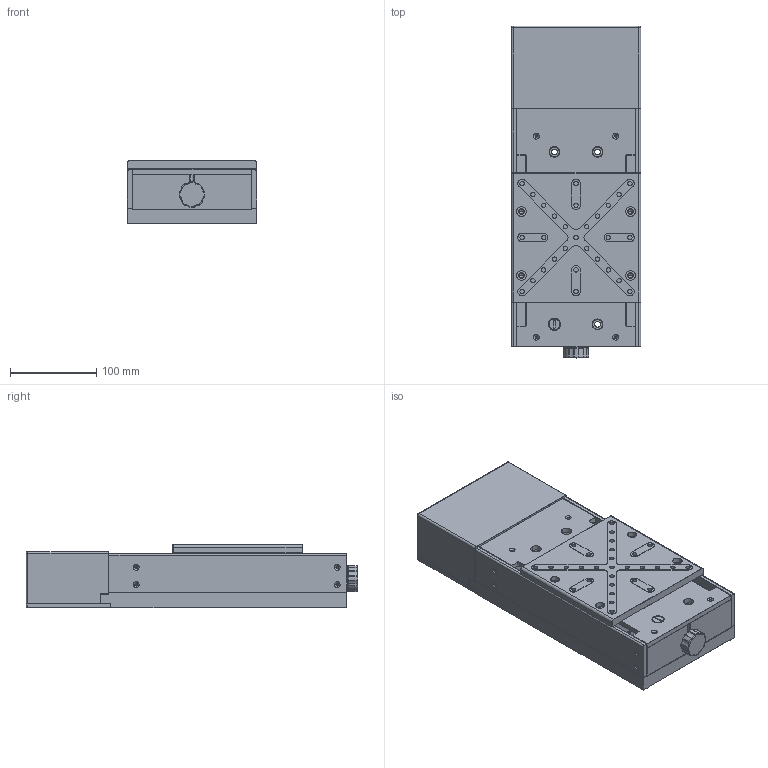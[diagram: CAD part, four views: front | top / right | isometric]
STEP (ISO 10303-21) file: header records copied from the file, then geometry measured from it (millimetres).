
FILE_DESCRIPTION (( 'STEP AP203' ), '1' );
FILE_NAME ('528660.STEP', '2024-09-21T08:22:18', ( '' ), ( '' ), 'SwSTEP 2.0', 'SolidWorks 2020', '' );
FILE_SCHEMA (( 'CONFIG_CONTROL_DESIGN' ));
Products named in the file (1): 528660
Bounding box: 150 x 385 x 74 mm (x, y, z)
Volume: 2646820.5 mm3; surface area: 607044.1 mm2
Topology: 45 solids, 45 shells, 2748 faces, 6661 edges, 4062 vertices
Faces by surface type: plane 1471, cylinder 794, cone 270, bspline 117, torus 58, sphere 38
Entity records: 82559 total; most frequent: CARTESIAN_POINT 18419, DIRECTION 13293, ORIENTED_EDGE 13026, EDGE_CURVE 6513, AXIS2_PLACEMENT_3D 4463, VECTOR 4367, LINE 4367, VERTEX_POINT 4054
